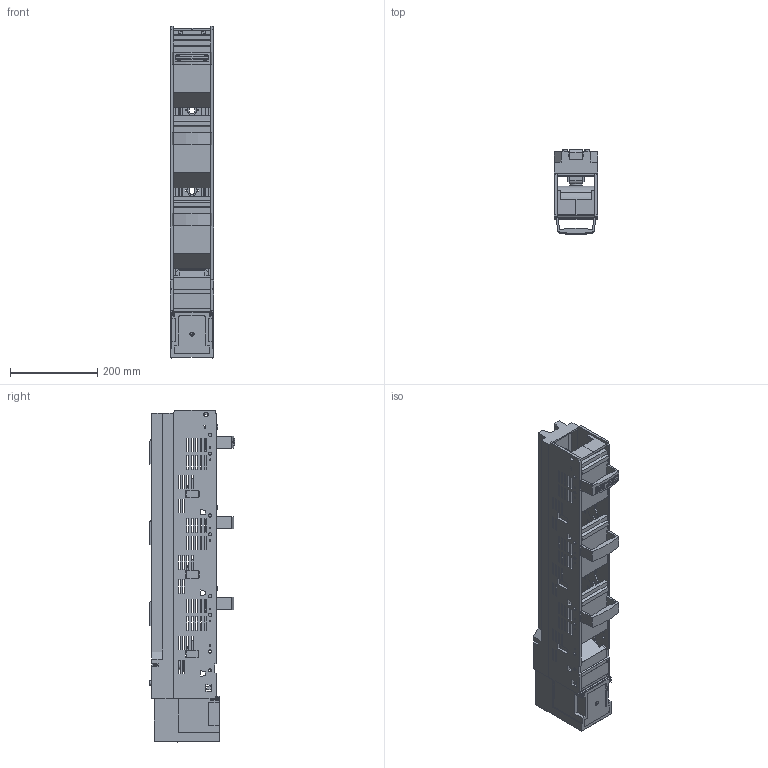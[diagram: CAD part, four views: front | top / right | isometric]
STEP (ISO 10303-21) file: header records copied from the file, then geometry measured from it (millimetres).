
FILE_DESCRIPTION(('CATIA V5 STEP'),'2;1');
FILE_NAME('L0527_NH_Sicherungslastschaltleiste_SL2_3x_3A.stp','2018-08-15T13:55:52+00:00',('none'),('Jean Müller GmbH'),'CATIA Version 5 Release 19 SP 9 (IN-10)','CATIA V5 STEP AP214','none');
FILE_SCHEMA(('AUTOMOTIVE_DESIGN { 1 0 10303 214 1 1 1 1 }'));
Products named in the file (1): L0527_NH-Sicherungslastschaltleiste
Bounding box: 100 x 195.9 x 761.73 mm (x, y, z)
Volume: 3005819.6 mm3; surface area: 1070734.5 mm2
Topology: 12 solids, 16 shells, 2499 faces, 6529 edges, 4070 vertices
Faces by surface type: plane 2149, cylinder 284, cone 42, sphere 12, bspline 8, torus 4
Entity records: 72511 total; most frequent: CARTESIAN_POINT 13690, ORIENTED_EDGE 13034, DIRECTION 10148, EDGE_CURVE 6517, VECTOR 5753, LINE 5753, VERTEX_POINT 4070, EDGE_LOOP 2873
